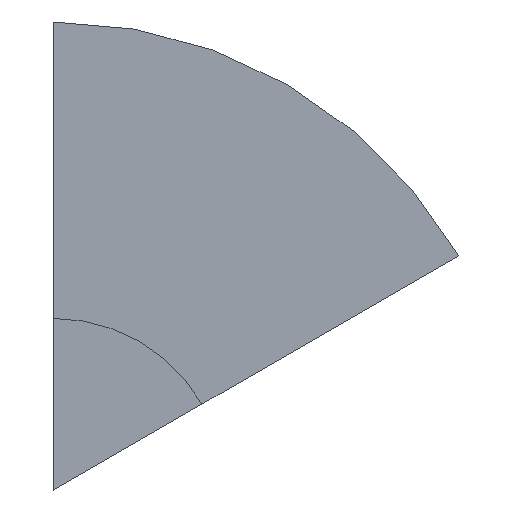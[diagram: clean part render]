
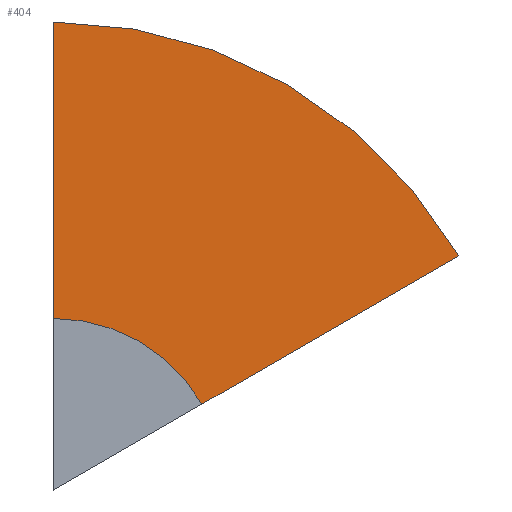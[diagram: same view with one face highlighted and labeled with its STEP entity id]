
A CAD part, front view. The second image highlights one B-rep face of the part: STEP entity #404.
In plain terms, the highlighted face is planar.
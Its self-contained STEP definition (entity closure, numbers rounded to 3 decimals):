
#245=CIRCLE($,#419,150.);
#247=CIRCLE($,#423,55.);
#259=FACE_OUTER_BOUND($,#270,.T.);
#270=EDGE_LOOP($,(#369,#370,#371,#372));
#279=LINE($,#790,#298);
#281=LINE($,#796,#300);
#298=VECTOR($,#537,95.);
#300=VECTOR($,#541,95.);
#315=VERTEX_POINT($,#784);
#317=VERTEX_POINT($,#788);
#318=VERTEX_POINT($,#792);
#320=VERTEX_POINT($,#795);
#331=EDGE_CURVE($,#315,#317,#279,.T.);
#333=EDGE_CURVE($,#320,#318,#281,.T.);
#337=EDGE_CURVE($,#317,#320,#245,.T.);
#339=EDGE_CURVE($,#318,#315,#247,.T.);
#369=ORIENTED_EDGE($,*,*,#331,.T.);
#370=ORIENTED_EDGE($,*,*,#337,.T.);
#371=ORIENTED_EDGE($,*,*,#333,.T.);
#372=ORIENTED_EDGE($,*,*,#339,.T.);
#394=PLANE($,#424);
#404=ADVANCED_FACE($,(#259),#394,.T.);
#419=AXIS2_PLACEMENT_3D($,#802,#548,#549);
#423=AXIS2_PLACEMENT_3D($,#806,#556,#557);
#424=AXIS2_PLACEMENT_3D($,#807,#558,#559);
#537=DIRECTION($,(-0.5,0.866,0.));
#541=DIRECTION($,(1.,0.,0.));
#548=DIRECTION('center_axis',(0.,0.,
1.));
#549=DIRECTION('ref_axis',(-1.,0.,0.));
#556=DIRECTION('center_axis',(0.,0.,
-1.));
#557=DIRECTION('ref_axis',(-1.,0.,0.));
#558=DIRECTION('center_axis',(0.,0.,
1.));
#559=DIRECTION('ref_axis',(1.,0.,0.));
#784=CARTESIAN_POINT('',(-27.5,47.631,240.));
#788=CARTESIAN_POINT('',(-75.,129.904,240.));
#790=CARTESIAN_POINT($,(0.,0.,240.));
#792=CARTESIAN_POINT('',(-55.,0.,240.));
#795=CARTESIAN_POINT('',(-150.,0.,240.));
#796=CARTESIAN_POINT($,(-181.289,0.,240.));
#802=CARTESIAN_POINT('Origin',(0.,0.,
240.));
#806=CARTESIAN_POINT('Origin',(0.,0.,
240.));
#807=CARTESIAN_POINT('Origin',(0.,0.,
240.));
